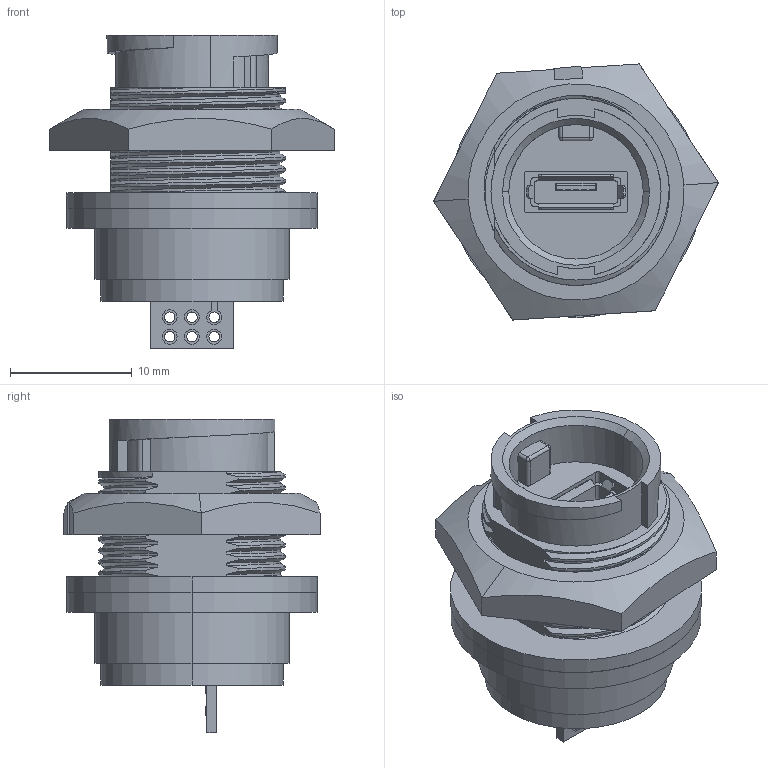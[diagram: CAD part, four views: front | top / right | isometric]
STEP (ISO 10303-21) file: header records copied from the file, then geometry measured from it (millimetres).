
FILE_DESCRIPTION (( 'STEP AP203' ), '1' );
FILE_NAME ('Part1^DCP-USBCB-SC.STEP', '2014-09-25T20:23:33', ( '' ), ( '' ), 'SwSTEP 2.0', 'SolidWorks 2014', '' );
FILE_SCHEMA (( 'CONFIG_CONTROL_DESIGN' ));
Products named in the file (1): Part1^DCP-USBCB-SC
Bounding box: 23.41 x 21.04 x 25.76 mm (x, y, z)
Volume: 4119.4 mm3; surface area: 3230.1 mm2
Topology: 2 solids, 2 shells, 483 faces, 1364 edges, 899 vertices
Faces by surface type: plane 250, cylinder 140, bspline 85, cone 4, sphere 4
Entity records: 31058 total; most frequent: CARTESIAN_POINT 19171, ORIENTED_EDGE 2720, DIRECTION 2110, EDGE_CURVE 1360, VERTEX_POINT 899, VECTOR 858, LINE 858, AXIS2_PLACEMENT_3D 626
